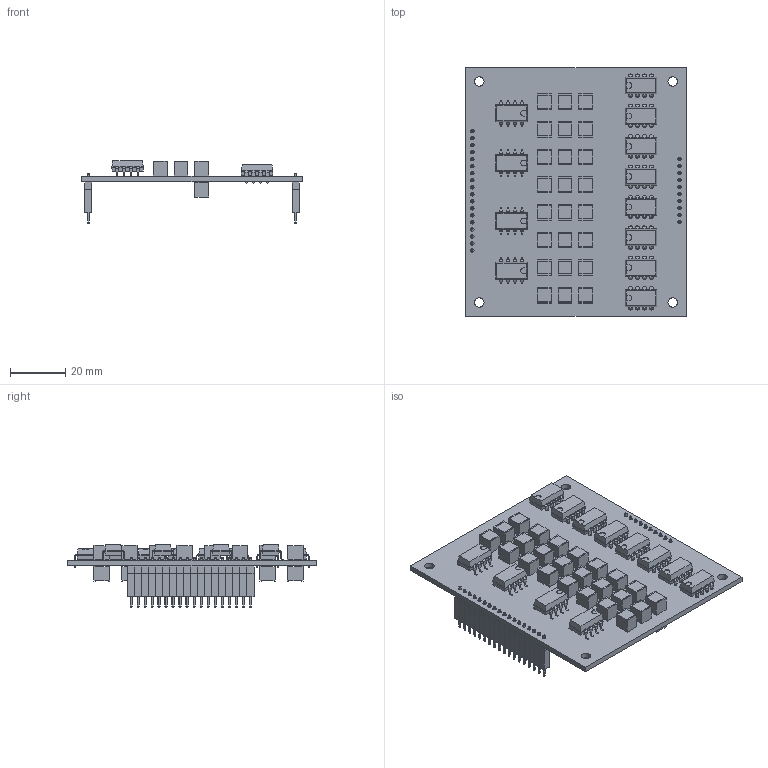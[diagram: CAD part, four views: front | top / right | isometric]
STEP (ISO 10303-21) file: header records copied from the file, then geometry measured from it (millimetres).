
FILE_DESCRIPTION(('STEP AP214'), '1');
FILE_NAME('kicad2', '2019-10-01T15:21:59', ('UNSPECIFIED'), ('UNSPECIFIED'), 'ASCON STEP Converter 1.3', 'ASCON Math Kernel', '');
FILE_SCHEMA(('AUTOMOTIVE_DESIGN { 1 0 10303 214 3 1 1}'));
Length unit declared in the file: millimetre
Products named in the file (15): Open CASCADE STEP translator 6.9 1; DIP8_SMD; SOLID; DIP8; Cap_2220; COMPOUND
Assembly tree (108 placements, depth 3):
  Open CASCADE STEP translator 6.9 1
    DIP8_SMD  x4
      SOLID
    DIP8  x8
      SOLID
    Cap_2220  x32
      SOLID
    COMPOUND
    (unnamed)
      (unnamed)  x18
    (unnamed)
      (unnamed)  x10
    (unnamed)
      (unnamed)  x10
    (unnamed)
      (unnamed)  x18
Bounding box: 80 x 90 x 22.74 mm (x, y, z)
Volume: 24021.4 mm3; surface area: 30141.6 mm2
Topology: 101 solids, 101 shells, 3606 faces, 9145 edges, 5874 vertices
Faces by surface type: plane 3260, cylinder 346
Full cylindrical faces by diameter (mm): 0.4 x18, 0.42 x28, 1 x64, 1.2 x28, 3.4 x4
Entity records: 21168 total; most frequent: DIRECTION 2569, CARTESIAN_POINT 2539, ORIENTED_EDGE 2304, EDGE_CURVE 1152, LINE 889, VECTOR 889, AXIS2_PLACEMENT_3D 840, VERTEX_POINT 810
